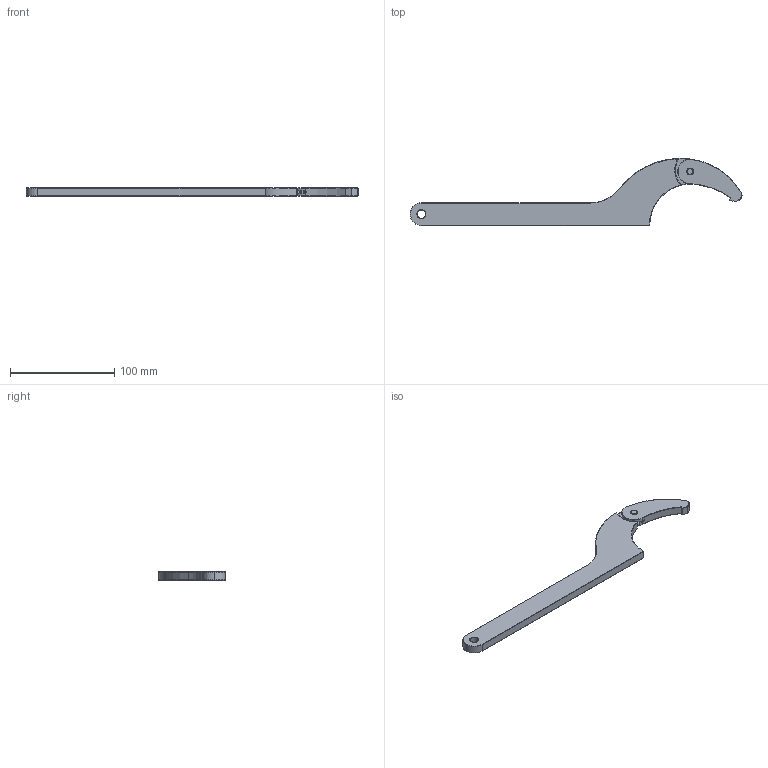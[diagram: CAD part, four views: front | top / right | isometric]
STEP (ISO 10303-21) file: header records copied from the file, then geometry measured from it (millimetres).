
FILE_DESCRIPTION (( 'STEP AP203' ), '1' );
FILE_NAME ('3D-M8028_DN10_-DN20_174912010.STEP', '2024-09-14T15:47:00', ( '' ), ( '' ), 'SwSTEP 2.0', 'SolidWorks 2024', '' );
FILE_SCHEMA (( 'CONFIG_CONTROL_DESIGN' ));
Length unit declared in the file: millimetre
Products named in the file (1): 3D-M8028_DN10_-DN20_174912010
Bounding box: 319.15 x 64.6 x 9 mm (x, y, z)
Volume: 64350 mm3; surface area: 24362.5 mm2
Topology: 3 solids, 3 shells, 125 faces, 277 edges, 155 vertices
Faces by surface type: torus 50, cylinder 46, plane 14, sphere 11, bspline 4
Entity records: 3653 total; most frequent: CARTESIAN_POINT 737, DIRECTION 704, ORIENTED_EDGE 540, AXIS2_PLACEMENT_3D 322, EDGE_CURVE 270, CIRCLE 200, VERTEX_POINT 153, EDGE_LOOP 133
